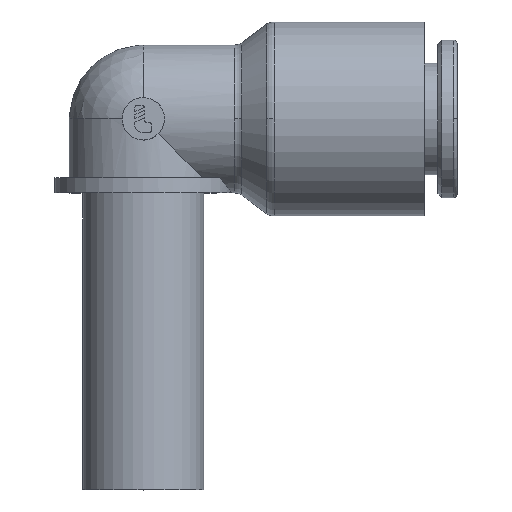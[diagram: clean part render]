
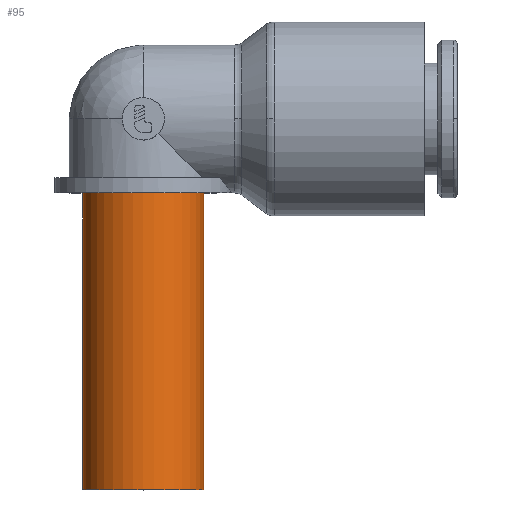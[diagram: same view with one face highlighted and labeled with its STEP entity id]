
A CAD part, top view. The second image highlights one B-rep face of the part: STEP entity #95.
In plain terms, the highlighted cylindrical face has radius 5 mm (diameter 10 mm), a partial arc.
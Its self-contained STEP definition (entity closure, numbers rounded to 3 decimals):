
#95=ADVANCED_FACE('',(#211),#212,.T.);
#211=FACE_OUTER_BOUND('',#343,.T.);
#212=CYLINDRICAL_SURFACE('',#344,5.0);
#343=EDGE_LOOP('',(#771,#772,#773,#774));
#344=AXIS2_PLACEMENT_3D('',#775,#776,#777);
#771=ORIENTED_EDGE('',*,*,#909,.T.);
#772=ORIENTED_EDGE('',*,*,#1016,.T.);
#773=ORIENTED_EDGE('',*,*,#911,.T.);
#774=ORIENTED_EDGE('',*,*,#1018,.F.);
#775=CARTESIAN_POINT('',(0.0,-15.3,0.0));
#776=DIRECTION('',(-0.0,1.0,0.0));
#777=DIRECTION('',(1.0,0.0,0.0));
#909=EDGE_CURVE('',#1097,#1098,#1099,.T.);
#911=EDGE_CURVE('',#1102,#1100,#1103,.T.);
#1016=EDGE_CURVE('',#1098,#1102,#1275,.T.);
#1018=EDGE_CURVE('',#1097,#1100,#1277,.T.);
#1097=VERTEX_POINT('',#1367);
#1098=VERTEX_POINT('',#1368);
#1099=LINE('',#1369,#1370);
#1100=VERTEX_POINT('',#1371);
#1102=VERTEX_POINT('',#1373);
#1103=LINE('',#1374,#1375);
#1275=CIRCLE('',#1884,5.0);
#1277=CIRCLE('',#1886,5.0);
#1367=CARTESIAN_POINT('',(5.0,-30.6,0.0));
#1368=CARTESIAN_POINT('',(5.0,-6.1,0.));
#1369=CARTESIAN_POINT('',(5.0,-15.3,0.));
#1370=VECTOR('',#1987,1.0);
#1371=CARTESIAN_POINT('',(-5.0,-30.6,0.));
#1373=CARTESIAN_POINT('',(-5.0,-6.1,0.));
#1374=CARTESIAN_POINT('',(-5.0,-15.3,0.));
#1375=VECTOR('',#1991,1.0);
#1884=AXIS2_PLACEMENT_3D('',#2162,#2163,#2164);
#1886=AXIS2_PLACEMENT_3D('',#2168,#2169,#2170);
#1987=DIRECTION('',(0.0,1.0,0.0));
#1991=DIRECTION('',(-0.0,-1.0,-0.0));
#2162=CARTESIAN_POINT('',(0.0,-6.1,0.0));
#2163=DIRECTION('',(0.0,-1.0,0.0));
#2164=DIRECTION('',(1.0,0.0,0.0));
#2168=CARTESIAN_POINT('',(0.0,-30.6,0.0));
#2169=DIRECTION('',(0.0,-1.0,0.0));
#2170=DIRECTION('',(1.0,0.0,0.0));
